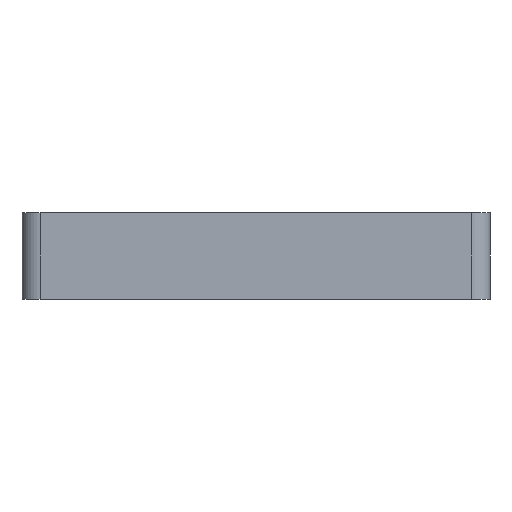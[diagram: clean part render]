
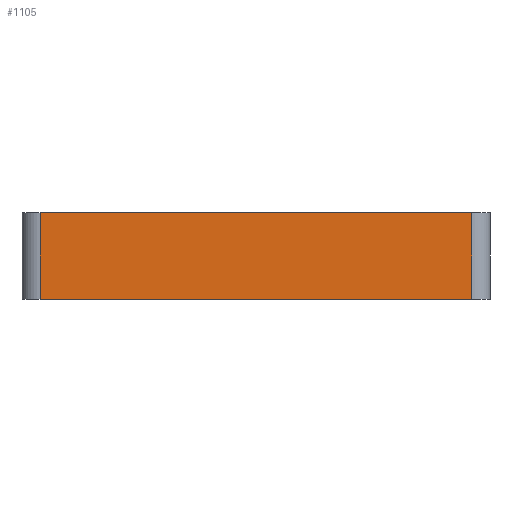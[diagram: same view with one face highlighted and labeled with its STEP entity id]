
A CAD part, left-side view. The second image highlights one B-rep face of the part: STEP entity #1105.
In plain terms, the highlighted planar face has unit normal (-1, 0, 0).
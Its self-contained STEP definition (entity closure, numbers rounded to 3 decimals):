
#1078=AXIS2_PLACEMENT_3D('Plane Axis2P3D',#1075,#1076,#1077) ;
#1022=CARTESIAN_POINT('Vertex',(1422.627,-358.386,419.743)) ;
#1029=CARTESIAN_POINT('Vertex',(1422.627,-358.386,431.743)) ;
#1032=CARTESIAN_POINT('Line Origine',(1422.627,-358.386,425.743)) ;
#1075=CARTESIAN_POINT('Axis2P3D Location',(1422.627,-360.886,431.743)) ;
#1080=CARTESIAN_POINT('Line Origine',(1422.627,-328.386,419.743)) ;
#1084=CARTESIAN_POINT('Vertex',(1422.627,-298.386,419.743)) ;
#1087=CARTESIAN_POINT('Line Origine',(1422.627,-328.386,431.743)) ;
#1091=CARTESIAN_POINT('Vertex',(1422.627,-298.386,431.743)) ;
#1094=CARTESIAN_POINT('Line Origine',(1422.627,-298.386,425.743)) ;
#1033=DIRECTION('Vector Direction',(0.,0.,-1.)) ;
#1076=DIRECTION('Axis2P3D Direction',(-1.,0.,0.)) ;
#1077=DIRECTION('Axis2P3D XDirection',(0.,1.,0.)) ;
#1081=DIRECTION('Vector Direction',(0.,1.,0.)) ;
#1088=DIRECTION('Vector Direction',(0.,1.,0.)) ;
#1095=DIRECTION('Vector Direction',(0.,0.,-1.)) ;
#1034=VECTOR('Line Direction',#1033,1.) ;
#1082=VECTOR('Line Direction',#1081,1.) ;
#1089=VECTOR('Line Direction',#1088,1.) ;
#1096=VECTOR('Line Direction',#1095,1.) ;
#1100=ORIENTED_EDGE('',*,*,#1086,.T.) ;
#1101=ORIENTED_EDGE('',*,*,#1036,.F.) ;
#1102=ORIENTED_EDGE('',*,*,#1093,.F.) ;
#1103=ORIENTED_EDGE('',*,*,#1098,.T.) ;
#1105=ADVANCED_FACE('PartBody',(#1104),#1079,.T.) ;
#1036=EDGE_CURVE('',#1030,#1023,#1035,.T.) ;
#1086=EDGE_CURVE('',#1085,#1023,#1083,.F.) ;
#1093=EDGE_CURVE('',#1092,#1030,#1090,.F.) ;
#1098=EDGE_CURVE('',#1092,#1085,#1097,.T.) ;
#1099=EDGE_LOOP('',(#1100,#1101,#1102,#1103)) ;
#1104=FACE_OUTER_BOUND('',#1099,.T.) ;
#1035=LINE('Line',#1032,#1034) ;
#1083=LINE('Line',#1080,#1082) ;
#1090=LINE('Line',#1087,#1089) ;
#1097=LINE('Line',#1094,#1096) ;
#1079=PLANE('',#1078) ;
#1023=VERTEX_POINT('',#1022) ;
#1030=VERTEX_POINT('',#1029) ;
#1085=VERTEX_POINT('',#1084) ;
#1092=VERTEX_POINT('',#1091) ;
